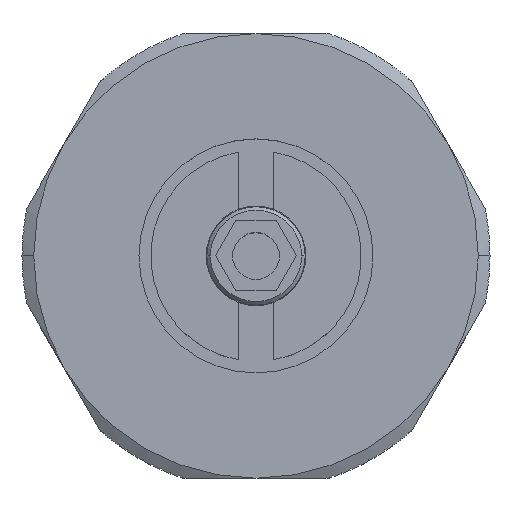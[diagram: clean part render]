
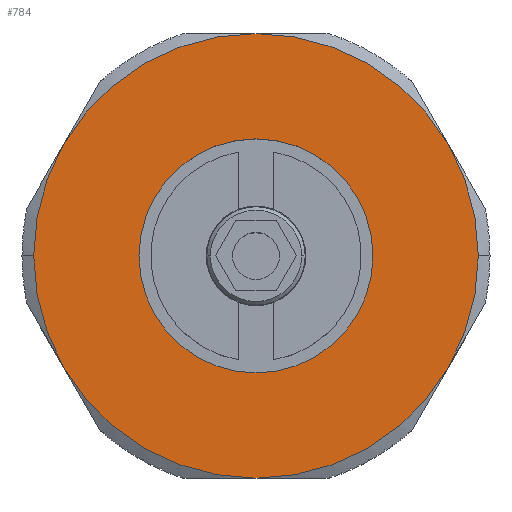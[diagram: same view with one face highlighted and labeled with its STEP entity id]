
A CAD part, top view. The second image highlights one B-rep face of the part: STEP entity #784.
In plain terms, the highlighted planar face has unit normal (0, 0, 1).
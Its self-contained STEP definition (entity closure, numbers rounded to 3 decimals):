
#784=ADVANCED_FACE('',(#1580,#1581),#1582,.T.);
#1580=FACE_BOUND('',#2383,.T.);
#1581=FACE_OUTER_BOUND('',#2384,.T.);
#1582=PLANE('',#2385);
#2383=EDGE_LOOP('',(#4816,#4817));
#2384=EDGE_LOOP('',(#4818,#4819,#4820,#4821,#4822,#4823,#4824,#4825));
#2385=AXIS2_PLACEMENT_3D('',#4826,#4827,#4828);
#4816=ORIENTED_EDGE('',*,*,#5065,.T.);
#4817=ORIENTED_EDGE('',*,*,#5174,.T.);
#4818=ORIENTED_EDGE('',*,*,#5402,.T.);
#4819=ORIENTED_EDGE('',*,*,#5039,.T.);
#4820=ORIENTED_EDGE('',*,*,#5302,.T.);
#4821=ORIENTED_EDGE('',*,*,#5901,.T.);
#4822=ORIENTED_EDGE('',*,*,#4979,.T.);
#4823=ORIENTED_EDGE('',*,*,#5770,.T.);
#4824=ORIENTED_EDGE('',*,*,#5668,.T.);
#4825=ORIENTED_EDGE('',*,*,#5535,.T.);
#4826=CARTESIAN_POINT('',(9.5,0.,53.6));
#4827=DIRECTION('',(-0.0,0.,1.0));
#4828=DIRECTION('',(1.0,0.0,0.0));
#4979=EDGE_CURVE('',#6002,#5999,#6003,.T.);
#5039=EDGE_CURVE('',#6081,#6115,#6117,.T.);
#5065=EDGE_CURVE('',#6164,#6161,#6165,.T.);
#5174=EDGE_CURVE('',#6161,#6164,#6323,.T.);
#5302=EDGE_CURVE('',#6115,#6514,#6516,.T.);
#5402=EDGE_CURVE('',#6649,#6081,#6650,.T.);
#5535=EDGE_CURVE('',#6848,#6649,#6849,.T.);
#5668=EDGE_CURVE('',#7047,#6848,#7048,.T.);
#5770=EDGE_CURVE('',#5999,#7047,#7183,.T.);
#5901=EDGE_CURVE('',#6514,#6002,#7377,.T.);
#5999=VERTEX_POINT('',#7654);
#6002=VERTEX_POINT('',#7658);
#6003=CIRCLE('',#7659,19.0);
#6081=VERTEX_POINT('',#7942);
#6115=VERTEX_POINT('',#8067);
#6117=CIRCLE('',#8080,19.0);
#6161=VERTEX_POINT('',#8228);
#6164=VERTEX_POINT('',#8232);
#6165=CIRCLE('',#8233,10.0);
#6323=CIRCLE('',#8436,10.0);
#6514=VERTEX_POINT('',#9039);
#6516=CIRCLE('',#9052,19.0);
#6649=VERTEX_POINT('',#9418);
#6650=CIRCLE('',#9419,19.0);
#6848=VERTEX_POINT('',#10053);
#6849=CIRCLE('',#10054,19.0);
#7047=VERTEX_POINT('',#10688);
#7048=CIRCLE('',#10689,19.0);
#7183=CIRCLE('',#11068,19.0);
#7377=CIRCLE('',#11687,19.0);
#7654=CARTESIAN_POINT('',(-19.0,0.,53.6));
#7658=CARTESIAN_POINT('',(-16.454,9.5,53.6));
#7659=AXIS2_PLACEMENT_3D('',#11959,#11960,#11961);
#7942=CARTESIAN_POINT('',(19.0,0.,53.6));
#8067=CARTESIAN_POINT('',(16.454,9.5,53.6));
#8080=AXIS2_PLACEMENT_3D('',#12023,#12024,#12025);
#8228=CARTESIAN_POINT('',(10.0,0.,53.6));
#8232=CARTESIAN_POINT('',(-10.0,0.,53.6));
#8233=AXIS2_PLACEMENT_3D('',#12051,#12052,#12053);
#8436=AXIS2_PLACEMENT_3D('',#12195,#12196,#12197);
#9039=CARTESIAN_POINT('',(0.0,19.0,53.6));
#9052=AXIS2_PLACEMENT_3D('',#12294,#12295,#12296);
#9418=CARTESIAN_POINT('',(16.454,-9.5,53.6));
#9419=AXIS2_PLACEMENT_3D('',#12367,#12368,#12369);
#10053=CARTESIAN_POINT('',(0.,-19.0,53.6));
#10054=AXIS2_PLACEMENT_3D('',#12471,#12472,#12473);
#10688=CARTESIAN_POINT('',(-16.454,-9.5,53.6));
#10689=AXIS2_PLACEMENT_3D('',#12575,#12576,#12577);
#11068=AXIS2_PLACEMENT_3D('',#12651,#12652,#12653);
#11687=AXIS2_PLACEMENT_3D('',#12752,#12753,#12754);
#11959=CARTESIAN_POINT('',(0.0,0.,53.6));
#11960=DIRECTION('',(-0.0,0.,1.0));
#11961=DIRECTION('',(1.0,0.0,0.0));
#12023=CARTESIAN_POINT('',(0.0,0.,53.6));
#12024=DIRECTION('',(-0.0,0.,1.0));
#12025=DIRECTION('',(1.0,0.0,0.0));
#12051=CARTESIAN_POINT('',(0.0,0.0,53.6));
#12052=DIRECTION('',(0.0,0.,-1.0));
#12053=DIRECTION('',(1.0,0.0,0.0));
#12195=CARTESIAN_POINT('',(0.0,0.0,53.6));
#12196=DIRECTION('',(0.0,0.,-1.0));
#12197=DIRECTION('',(1.0,0.0,0.0));
#12294=CARTESIAN_POINT('',(0.0,0.,53.6));
#12295=DIRECTION('',(-0.0,0.,1.0));
#12296=DIRECTION('',(1.0,0.0,0.0));
#12367=CARTESIAN_POINT('',(0.0,0.,53.6));
#12368=DIRECTION('',(-0.0,0.,1.0));
#12369=DIRECTION('',(1.0,0.0,0.0));
#12471=CARTESIAN_POINT('',(0.0,0.,53.6));
#12472=DIRECTION('',(-0.0,0.,1.0));
#12473=DIRECTION('',(1.0,0.0,0.0));
#12575=CARTESIAN_POINT('',(0.0,0.,53.6));
#12576=DIRECTION('',(-0.0,0.,1.0));
#12577=DIRECTION('',(1.0,0.0,0.0));
#12651=CARTESIAN_POINT('',(0.0,0.,53.6));
#12652=DIRECTION('',(-0.0,0.,1.0));
#12653=DIRECTION('',(1.0,0.0,0.0));
#12752=CARTESIAN_POINT('',(0.0,0.,53.6));
#12753=DIRECTION('',(-0.0,0.,1.0));
#12754=DIRECTION('',(1.0,0.0,0.0));
